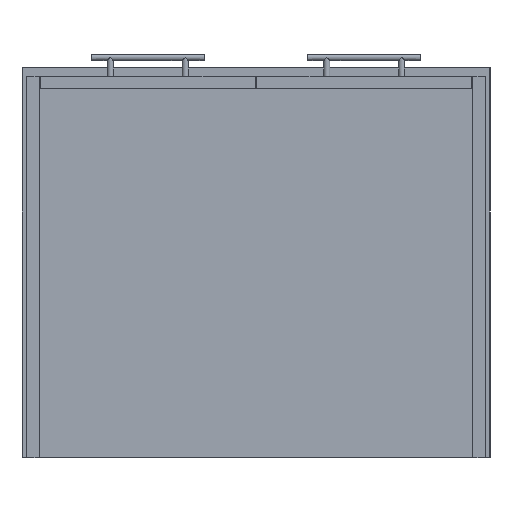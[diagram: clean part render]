
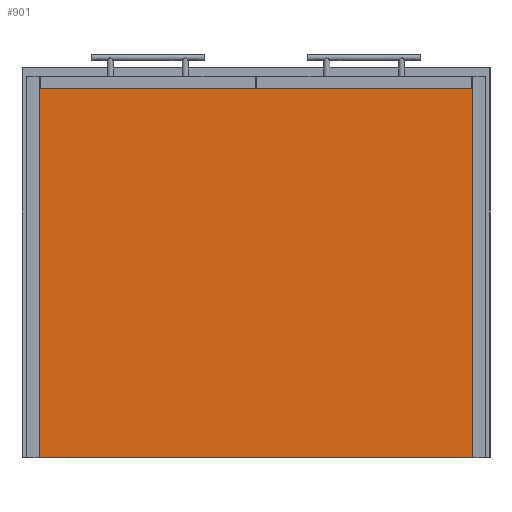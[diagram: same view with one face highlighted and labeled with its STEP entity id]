
A CAD part, front view. The second image highlights one B-rep face of the part: STEP entity #901.
In plain terms, the highlighted planar face has unit normal (0, -1, 0).
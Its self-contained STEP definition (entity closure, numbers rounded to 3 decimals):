
#75 = VERTEX_POINT ( 'NONE', #559 ) ;
#154 = CARTESIAN_POINT ( 'NONE',  ( 278., -210., 0. ) ) ;
#246 = PLANE ( 'NONE',  #1759 ) ;
#273 = EDGE_CURVE ( 'NONE', #75, #725, #970, .T. ) ;
#468 = LINE ( 'NONE', #1548, #585 ) ;
#559 = CARTESIAN_POINT ( 'NONE',  ( -278., -210., 473. ) ) ;
#585 = VECTOR ( 'NONE', #1564, 1000. ) ;
#613 = DIRECTION ( 'NONE',  ( -1., 0., 0. ) ) ;
#638 = DIRECTION ( 'NONE',  ( 0., 1., 0. ) ) ;
#645 = VECTOR ( 'NONE', #1353, 1000. ) ;
#725 = VERTEX_POINT ( 'NONE', #2083 ) ;
#786 = ORIENTED_EDGE ( 'NONE', *, *, #1465, .T. ) ;
#901 = ADVANCED_FACE ( 'NONE', ( #1536 ), #246, .F. ) ;
#949 = EDGE_CURVE ( 'NONE', #725, #1697, #468, .T. ) ;
#970 = LINE ( 'NONE', #2155, #2423 ) ;
#1011 = DIRECTION ( 'NONE',  ( 1., 0., 0. ) ) ;
#1222 = VERTEX_POINT ( 'NONE', #2448 ) ;
#1278 = CARTESIAN_POINT ( 'NONE',  ( 278., -210., 0. ) ) ;
#1353 = DIRECTION ( 'NONE',  ( 0., 0., -1. ) ) ;
#1371 = CARTESIAN_POINT ( 'NONE',  ( 278., -210., 473. ) ) ;
#1450 = EDGE_LOOP ( 'NONE', ( #2384, #1754, #1461, #786 ) ) ;
#1461 = ORIENTED_EDGE ( 'NONE', *, *, #273, .F. ) ;
#1465 = EDGE_CURVE ( 'NONE', #75, #1222, #1902, .T. ) ;
#1532 = LINE ( 'NONE', #1278, #1653 ) ;
#1536 = FACE_OUTER_BOUND ( 'NONE', #1450, .T. ) ;
#1548 = CARTESIAN_POINT ( 'NONE',  ( 278., -210., 473. ) ) ;
#1564 = DIRECTION ( 'NONE',  ( 0., 0., -1. ) ) ;
#1653 = VECTOR ( 'NONE', #1672, 1000. ) ;
#1672 = DIRECTION ( 'NONE',  ( 1., 0., 0. ) ) ;
#1697 = VERTEX_POINT ( 'NONE', #154 ) ;
#1754 = ORIENTED_EDGE ( 'NONE', *, *, #949, .F. ) ;
#1759 = AXIS2_PLACEMENT_3D ( 'NONE', #1371, #638, #613 ) ;
#1902 = LINE ( 'NONE', #2159, #645 ) ;
#2060 = EDGE_CURVE ( 'NONE', #1222, #1697, #1532, .T. ) ;
#2083 = CARTESIAN_POINT ( 'NONE',  ( 278., -210., 473. ) ) ;
#2155 = CARTESIAN_POINT ( 'NONE',  ( 278., -210., 473. ) ) ;
#2159 = CARTESIAN_POINT ( 'NONE',  ( -278., -210., 473. ) ) ;
#2384 = ORIENTED_EDGE ( 'NONE', *, *, #2060, .T. ) ;
#2423 = VECTOR ( 'NONE', #1011, 1000. ) ;
#2448 = CARTESIAN_POINT ( 'NONE',  ( -278., -210., 0. ) ) ;
